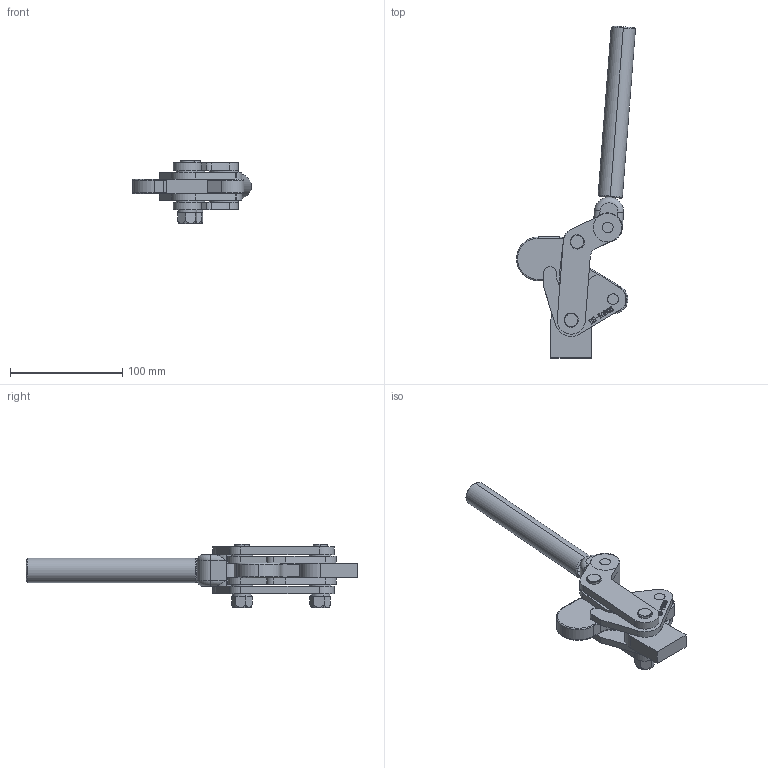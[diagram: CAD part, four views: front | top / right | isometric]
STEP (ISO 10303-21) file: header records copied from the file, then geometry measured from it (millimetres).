
FILE_DESCRIPTION (( 'STEP AP203' ), '1' );
FILE_NAME ('HS-70203 .STEP', '2019-09-04T07:49:17', ( '微软用户' ), ( '微软中国' ), 'SwSTEP 2.0', 'SolidWorks 2012', '' );
FILE_SCHEMA (( 'CONFIG_CONTROL_DESIGN' ));
Length unit declared in the file: millimetre
Products named in the file (15): HS-70203 ; prevailing torque hex nuts2 class 9 gb_GB_HEXAGON_LOCK_TYPE5 M10-N; curved single coil spring lock washers gb_GB_FASTENER_WASHER_CSLW 10; T倛种; 人头马; 忒參; 忒梟; 脂润套; 菁釱; 怢論杶; 蟀裝; 菜え; 釱; 揤參; 种1
Assembly tree (26 placements, depth 3):
  HS-70203 
    种1  x2
    揤參
    釱
    菜え  x5
    蟀裝  x2
    怢論杶  x2
    菁釱
    脂润套  x2
    人头马
      忒梟  x2
      忒參
    T倛种  x2
    curved single coil spring lock washers gb_GB_FASTENER_WASHER_CSLW 10  x2
    prevailing torque hex nuts2 class 9 gb_GB_HEXAGON_LOCK_TYPE5 M10-N  x2
Bounding box: 106.09 x 296.03 x 57 mm (x, y, z)
Volume: 212191.3 mm3; surface area: 95106.7 mm2
Topology: 27 solids, 27 shells, 709 faces, 1753 edges, 1138 vertices
Faces by surface type: plane 308, cylinder 182, bspline 141, cone 66, torus 12
Entity records: 26266 total; most frequent: CARTESIAN_POINT 11337, ORIENTED_EDGE 2884, DIRECTION 2309, EDGE_CURVE 1442, VERTEX_POINT 941, LINE 867, VECTOR 867, AXIS2_PLACEMENT_3D 721
